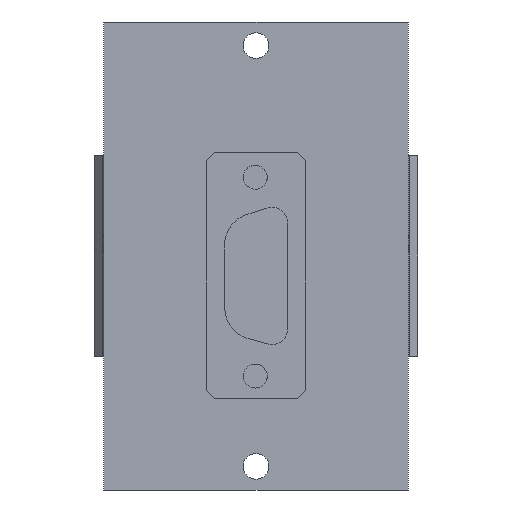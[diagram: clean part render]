
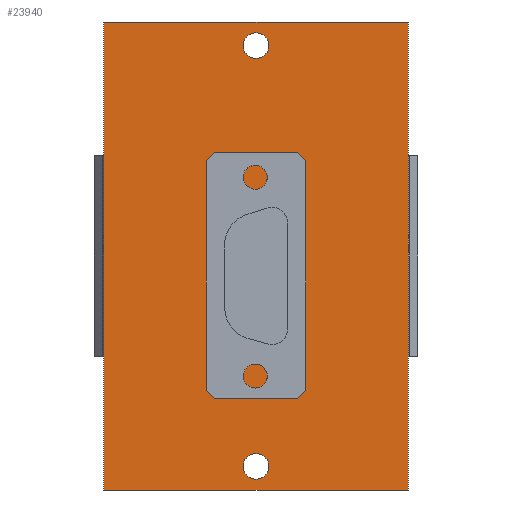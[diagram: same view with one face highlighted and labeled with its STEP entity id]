
A CAD part, front view. The second image highlights one B-rep face of the part: STEP entity #23940.
In plain terms, the highlighted face is planar.
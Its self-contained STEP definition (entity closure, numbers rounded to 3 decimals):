
#1690=CARTESIAN_POINT('',(52.15,33.95,-3.5));
#1700=VERTEX_POINT('',#1690);
#1730=CARTESIAN_POINT('',(52.15,33.95,-3.5));
#1740=DIRECTION('',(0.,-1.,0.));
#1750=VECTOR('',#1740,1.);
#1760=LINE('',#1730,#1750);
#1770=CARTESIAN_POINT('',(52.15,-4.05,-3.5));
#1780=VERTEX_POINT('',#1770);
#1790=EDGE_CURVE('',#1700,#1780,#1760,.T.);
#22470=CARTESIAN_POINT('',(52.15,-4.05,-3.5));
#22480=DIRECTION('',(-1.,0.,0.));
#22490=VECTOR('',#22480,1.);
#22500=LINE('',#22470,#22490);
#22510=CARTESIAN_POINT('',(-6.25,-4.05,-3.5));
#22520=VERTEX_POINT('',#22510);
#22530=EDGE_CURVE('',#1780,#22520,#22500,.T.);
#22710=CARTESIAN_POINT('',(5.225,14.95,-3.5));
#22720=DIRECTION('',(0.,0.,1.));
#22730=DIRECTION('',(1.,0.,0.));
#22740=AXIS2_PLACEMENT_3D('',#22710,#22720,#22730);
#22750=PLANE('',#22740);
#22760=ORIENTED_EDGE('',*,*,#22530,.T.);
#22770=ORIENTED_EDGE('',*,*,#1790,.T.);
#22780=CARTESIAN_POINT('',(-6.25,33.95,-3.5));
#22790=DIRECTION('',(1.,0.,0.));
#22800=VECTOR('',#22790,1.);
#22810=LINE('',#22780,#22800);
#22820=CARTESIAN_POINT('',(-6.25,33.95,-3.5));
#22830=VERTEX_POINT('',#22820);
#22840=EDGE_CURVE('',#22830,#1700,#22810,.T.);
#22850=ORIENTED_EDGE('',*,*,#22840,.T.);
#22860=CARTESIAN_POINT('',(-6.25,-4.05,-3.5));
#22870=DIRECTION('',(0.,1.,0.));
#22880=VECTOR('',#22870,1.);
#22890=LINE('',#22860,#22880);
#22900=EDGE_CURVE('',#22520,#22830,#22890,.T.);
#22910=ORIENTED_EDGE('',*,*,#22900,.T.);
#22920=EDGE_LOOP('',(#22910,#22850,#22770,#22760));
#22930=FACE_OUTER_BOUND('',#22920,.T.);
#22940=CARTESIAN_POINT('',(49.2,14.95,-3.5));
#22950=DIRECTION('',(0.,0.,1.));
#22960=DIRECTION('',(1.,0.,0.));
#22970=AXIS2_PLACEMENT_3D('',#22940,#22950,#22960);
#22980=CIRCLE('',#22970,1.6);
#22990=CARTESIAN_POINT('',(50.8,14.95,-3.5));
#23000=VERTEX_POINT('',#22990);
#23010=CARTESIAN_POINT('',(47.6,14.95,-3.5));
#23020=VERTEX_POINT('',#23010);
#23030=EDGE_CURVE('',#23000,#23020,#22980,.T.);
#23040=ORIENTED_EDGE('',*,*,#23030,.T.);
#23050=EDGE_CURVE('',#23020,#23000,#22980,.T.);
#23060=ORIENTED_EDGE('',*,*,#23050,.T.);
#23070=EDGE_LOOP('',(#23060,#23040));
#23080=FACE_BOUND('',#23070,.T.);
#23090=CARTESIAN_POINT('',(-3.3,14.95,-3.5));
#23100=DIRECTION('',(0.,0.,1.));
#23110=DIRECTION('',(1.,0.,0.));
#23120=AXIS2_PLACEMENT_3D('',#23090,#23100,#23110);
#23130=CIRCLE('',#23120,1.6);
#23140=CARTESIAN_POINT('',(-1.7,14.95,-3.5));
#23150=VERTEX_POINT('',#23140);
#23160=CARTESIAN_POINT('',(-4.9,14.95,-3.5));
#23170=VERTEX_POINT('',#23160);
#23180=EDGE_CURVE('',#23150,#23170,#23130,.T.);
#23190=ORIENTED_EDGE('',*,*,#23180,.T.);
#23200=EDGE_CURVE('',#23170,#23150,#23130,.T.);
#23210=ORIENTED_EDGE('',*,*,#23200,.T.);
#23220=EDGE_LOOP('',(#23210,#23190));
#23230=FACE_BOUND('',#23220,.T.);
#23240=CARTESIAN_POINT('',(27.033,16.91,-3.5));
#23250=DIRECTION('',(0.,0.,-1.));
#23260=DIRECTION('',(-1.,0.,0.));
#23270=AXIS2_PLACEMENT_3D('',#23240,#23250,#23260);
#23280=CIRCLE('',#23270,2.);
#23290=CARTESIAN_POINT('',(27.033,18.91,-3.5));
#23300=VERTEX_POINT('',#23290);
#23310=CARTESIAN_POINT('',(28.936,16.296,-3.5));
#23320=VERTEX_POINT('',#23310);
#23330=EDGE_CURVE('',#23300,#23320,#23280,.T.);
#23340=ORIENTED_EDGE('',*,*,#23330,.F.);
#23350=CARTESIAN_POINT('',(23.677,0.,-3.5));
#23360=DIRECTION('',(-0.307,-0.952,0.));
#23370=VECTOR('',#23360,1.);
#23380=LINE('',#23350,#23370);
#23390=CARTESIAN_POINT('',(28.134,13.811,-3.5));
#23400=VERTEX_POINT('',#23390);
#23410=EDGE_CURVE('',#23320,#23400,#23380,.T.);
#23420=ORIENTED_EDGE('',*,*,#23410,.F.);
#23430=CARTESIAN_POINT('',(24.328,15.04,-3.5));
#23440=DIRECTION('',(0.,0.,-1.));
#23450=DIRECTION('',(-1.,0.,0.));
#23460=AXIS2_PLACEMENT_3D('',#23430,#23440,#23450);
#23470=CIRCLE('',#23460,4.);
#23480=CARTESIAN_POINT('',(24.328,11.04,-3.5));
#23490=VERTEX_POINT('',#23480);
#23500=EDGE_CURVE('',#23400,#23490,#23470,.T.);
#23510=ORIENTED_EDGE('',*,*,#23500,.F.);
#23520=CARTESIAN_POINT('',(0.,11.04,-3.5));
#23530=DIRECTION('',(-1.,0.,0.));
#23540=VECTOR('',#23530,1.);
#23550=LINE('',#23520,#23540);
#23560=CARTESIAN_POINT('',(16.505,11.04,-3.5));
#23570=VERTEX_POINT('',#23560);
#23580=EDGE_CURVE('',#23490,#23570,#23550,.T.);
#23590=ORIENTED_EDGE('',*,*,#23580,.F.);
#23600=CARTESIAN_POINT('',(16.505,15.04,-3.5));
#23610=DIRECTION('',(0.,0.,-1.));
#23620=DIRECTION('',(-1.,0.,0.));
#23630=AXIS2_PLACEMENT_3D('',#23600,#23610,#23620);
#23640=CIRCLE('',#23630,4.);
#23650=CARTESIAN_POINT('',(12.653,13.963,-3.5));
#23660=VERTEX_POINT('',#23650);
#23670=EDGE_CURVE('',#23570,#23660,#23640,.T.);
#23680=ORIENTED_EDGE('',*,*,#23670,.F.);
#23690=CARTESIAN_POINT('',(16.556,0.,-3.5));
#23700=DIRECTION('',(-0.269,0.963,0.));
#23710=VECTOR('',#23700,1.);
#23720=LINE('',#23690,#23710);
#23730=CARTESIAN_POINT('',(11.98,16.372,-3.5));
#23740=VERTEX_POINT('',#23730);
#23750=EDGE_CURVE('',#23660,#23740,#23720,.T.);
#23760=ORIENTED_EDGE('',*,*,#23750,.F.);
#23770=CARTESIAN_POINT('',(13.906,16.91,-3.5));
#23780=DIRECTION('',(0.,0.,-1.));
#23790=DIRECTION('',(-1.,0.,0.));
#23800=AXIS2_PLACEMENT_3D('',#23770,#23780,#23790);
#23810=CIRCLE('',#23800,2.);
#23820=CARTESIAN_POINT('',(13.906,18.91,-3.5));
#23830=VERTEX_POINT('',#23820);
#23840=EDGE_CURVE('',#23740,#23830,#23810,.T.);
#23850=ORIENTED_EDGE('',*,*,#23840,.F.);
#23860=CARTESIAN_POINT('',(0.,18.91,-3.5));
#23870=DIRECTION('',(1.,0.,0.));
#23880=VECTOR('',#23870,1.);
#23890=LINE('',#23860,#23880);
#23900=EDGE_CURVE('',#23830,#23300,#23890,.T.);
#23910=ORIENTED_EDGE('',*,*,#23900,.F.);
#23920=EDGE_LOOP('',(#23910,#23850,#23760,#23680,#23590,#23510,#23420,
#23340));
#23930=FACE_BOUND('',#23920,.T.);
#23940=ADVANCED_FACE('',(#22930,#23080,#23230,#23930),#22750,.F.);
